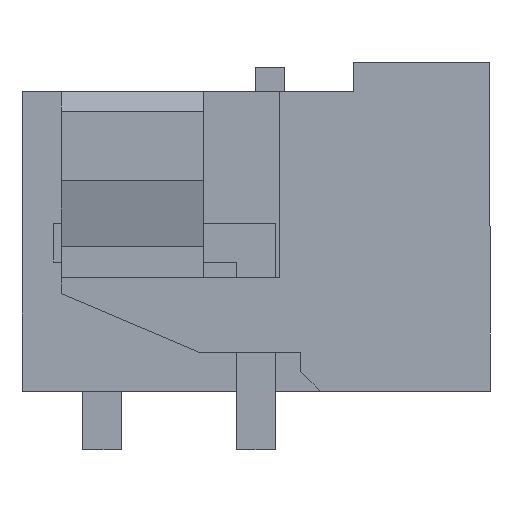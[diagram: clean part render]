
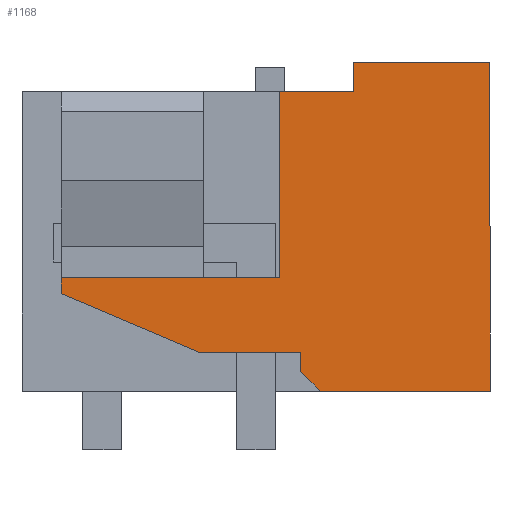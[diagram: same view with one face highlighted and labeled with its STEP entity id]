
A CAD part, left-side view. The second image highlights one B-rep face of the part: STEP entity #1168.
In plain terms, the highlighted planar face has unit normal (-1, 0, 0).
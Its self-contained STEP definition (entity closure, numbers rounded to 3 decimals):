
#1093=AXIS2_PLACEMENT_3D('Plane Axis2P3D',#1090,#1091,#1092) ;
#178=CARTESIAN_POINT('Vertex',(0.,5.4,9.18)) ;
#181=CARTESIAN_POINT('Line Origine',(0.,4.45,9.18)) ;
#185=CARTESIAN_POINT('Vertex',(0.,3.5,9.18)) ;
#826=CARTESIAN_POINT('Line Origine',(0.,11.,4.205)) ;
#830=CARTESIAN_POINT('Vertex',(0.,11.,4.41)) ;
#832=CARTESIAN_POINT('Vertex',(0.,11.,4.001)) ;
#1074=CARTESIAN_POINT('Vertex',(0.,5.4,4.41)) ;
#1077=CARTESIAN_POINT('Line Origine',(0.,5.4,6.795)) ;
#1090=CARTESIAN_POINT('Axis2P3D Location',(0.,12.,0.)) ;
#1095=CARTESIAN_POINT('Line Origine',(0.,1.75,9.93)) ;
#1099=CARTESIAN_POINT('Vertex',(0.,0.,9.93)) ;
#1101=CARTESIAN_POINT('Vertex',(0.,3.5,9.93)) ;
#1104=CARTESIAN_POINT('Line Origine',(0.,3.5,9.555)) ;
#1109=CARTESIAN_POINT('Line Origine',(0.,8.2,4.41)) ;
#1114=CARTESIAN_POINT('Line Origine',(0.,9.232,3.252)) ;
#1118=CARTESIAN_POINT('Vertex',(0.,7.465,2.503)) ;
#1121=CARTESIAN_POINT('Line Origine',(0.,6.159,2.503)) ;
#1125=CARTESIAN_POINT('Vertex',(0.,4.854,2.503)) ;
#1128=CARTESIAN_POINT('Line Origine',(0.,4.854,2.251)) ;
#1132=CARTESIAN_POINT('Vertex',(0.,4.854,2.)) ;
#1135=CARTESIAN_POINT('Line Origine',(0.,4.604,1.75)) ;
#1139=CARTESIAN_POINT('Vertex',(0.,4.354,1.5)) ;
#1142=CARTESIAN_POINT('Line Origine',(0.,2.177,1.5)) ;
#1146=CARTESIAN_POINT('Vertex',(0.,0.,1.5)) ;
#1149=CARTESIAN_POINT('Line Origine',(0.,0.,5.715)) ;
#182=DIRECTION('Vector Direction',(0.,1.,0.)) ;
#827=DIRECTION('Vector Direction',(0.,0.,1.)) ;
#1078=DIRECTION('Vector Direction',(0.,0.,-1.)) ;
#1091=DIRECTION('Axis2P3D Direction',(-1.,0.,0.)) ;
#1092=DIRECTION('Axis2P3D XDirection',(0.,-1.,0.)) ;
#1096=DIRECTION('Vector Direction',(0.,1.,0.)) ;
#1105=DIRECTION('Vector Direction',(0.,0.,1.)) ;
#1110=DIRECTION('Vector Direction',(0.,1.,0.)) ;
#1115=DIRECTION('Vector Direction',(0.,0.921,0.39)) ;
#1122=DIRECTION('Vector Direction',(0.,-1.,0.)) ;
#1129=DIRECTION('Vector Direction',(0.,0.,-1.)) ;
#1136=DIRECTION('Vector Direction',(0.,0.707,0.707)) ;
#1143=DIRECTION('Vector Direction',(0.,1.,0.)) ;
#1150=DIRECTION('Vector Direction',(0.,0.,-1.)) ;
#183=VECTOR('Line Direction',#182,1.) ;
#828=VECTOR('Line Direction',#827,1.) ;
#1079=VECTOR('Line Direction',#1078,1.) ;
#1097=VECTOR('Line Direction',#1096,1.) ;
#1106=VECTOR('Line Direction',#1105,1.) ;
#1111=VECTOR('Line Direction',#1110,1.) ;
#1116=VECTOR('Line Direction',#1115,1.) ;
#1123=VECTOR('Line Direction',#1122,1.) ;
#1130=VECTOR('Line Direction',#1129,1.) ;
#1137=VECTOR('Line Direction',#1136,1.) ;
#1144=VECTOR('Line Direction',#1143,1.) ;
#1151=VECTOR('Line Direction',#1150,1.) ;
#1155=ORIENTED_EDGE('',*,*,#1103,.T.) ;
#1156=ORIENTED_EDGE('',*,*,#1108,.T.) ;
#1157=ORIENTED_EDGE('',*,*,#187,.T.) ;
#1158=ORIENTED_EDGE('',*,*,#1081,.T.) ;
#1159=ORIENTED_EDGE('',*,*,#1113,.T.) ;
#1160=ORIENTED_EDGE('',*,*,#834,.T.) ;
#1161=ORIENTED_EDGE('',*,*,#1120,.T.) ;
#1162=ORIENTED_EDGE('',*,*,#1127,.T.) ;
#1163=ORIENTED_EDGE('',*,*,#1134,.T.) ;
#1164=ORIENTED_EDGE('',*,*,#1141,.T.) ;
#1165=ORIENTED_EDGE('',*,*,#1148,.T.) ;
#1166=ORIENTED_EDGE('',*,*,#1153,.T.) ;
#1168=ADVANCED_FACE('HOUSING',(#1167),#1094,.T.) ;
#187=EDGE_CURVE('',#186,#179,#184,.T.) ;
#834=EDGE_CURVE('',#831,#833,#829,.F.) ;
#1081=EDGE_CURVE('',#179,#1075,#1080,.T.) ;
#1103=EDGE_CURVE('',#1100,#1102,#1098,.T.) ;
#1108=EDGE_CURVE('',#1102,#186,#1107,.F.) ;
#1113=EDGE_CURVE('',#1075,#831,#1112,.T.) ;
#1120=EDGE_CURVE('',#833,#1119,#1117,.F.) ;
#1127=EDGE_CURVE('',#1119,#1126,#1124,.T.) ;
#1134=EDGE_CURVE('',#1126,#1133,#1131,.T.) ;
#1141=EDGE_CURVE('',#1133,#1140,#1138,.F.) ;
#1148=EDGE_CURVE('',#1140,#1147,#1145,.F.) ;
#1153=EDGE_CURVE('',#1147,#1100,#1152,.F.) ;
#1154=EDGE_LOOP('',(#1155,#1156,#1157,#1158,#1159,#1160,#1161,#1162,#1163,#1164,#1165,#1166)) ;
#1167=FACE_OUTER_BOUND('',#1154,.T.) ;
#184=LINE('Line',#181,#183) ;
#829=LINE('Line',#826,#828) ;
#1080=LINE('Line',#1077,#1079) ;
#1098=LINE('Line',#1095,#1097) ;
#1107=LINE('Line',#1104,#1106) ;
#1112=LINE('Line',#1109,#1111) ;
#1117=LINE('Line',#1114,#1116) ;
#1124=LINE('Line',#1121,#1123) ;
#1131=LINE('Line',#1128,#1130) ;
#1138=LINE('Line',#1135,#1137) ;
#1145=LINE('Line',#1142,#1144) ;
#1152=LINE('Line',#1149,#1151) ;
#1094=PLANE('',#1093) ;
#179=VERTEX_POINT('',#178) ;
#186=VERTEX_POINT('',#185) ;
#831=VERTEX_POINT('',#830) ;
#833=VERTEX_POINT('',#832) ;
#1075=VERTEX_POINT('',#1074) ;
#1100=VERTEX_POINT('',#1099) ;
#1102=VERTEX_POINT('',#1101) ;
#1119=VERTEX_POINT('',#1118) ;
#1126=VERTEX_POINT('',#1125) ;
#1133=VERTEX_POINT('',#1132) ;
#1140=VERTEX_POINT('',#1139) ;
#1147=VERTEX_POINT('',#1146) ;
